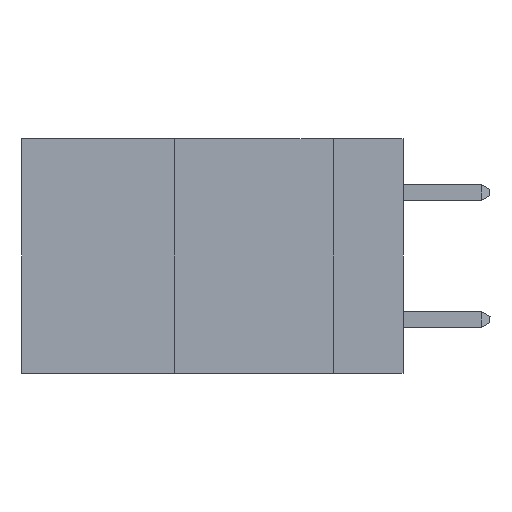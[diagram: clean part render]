
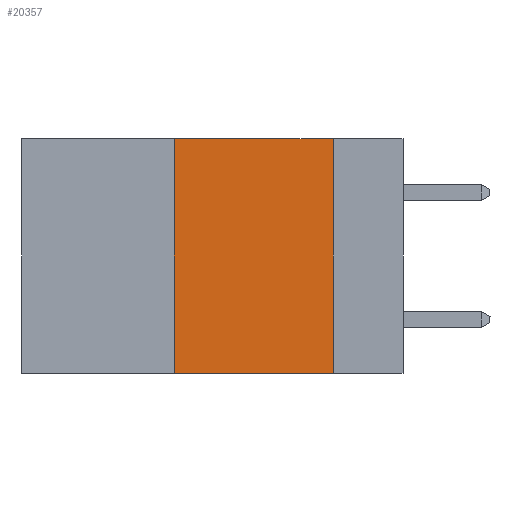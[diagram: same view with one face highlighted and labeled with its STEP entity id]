
A CAD part, left-side view. The second image highlights one B-rep face of the part: STEP entity #20357.
In plain terms, the highlighted planar face has unit normal (-1, 0, 0).
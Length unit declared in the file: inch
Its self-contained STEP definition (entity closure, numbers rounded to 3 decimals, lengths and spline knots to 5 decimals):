
#736 = CARTESIAN_POINT ( 'NONE',  ( 0., 0.36, -0.37 ) ) ;
#1760 = DIRECTION ( 'NONE',  ( 0., 0., -1. ) ) ;
#4640 = LINE ( 'NONE', #18770, #22315 ) ;
#6476 = AXIS2_PLACEMENT_3D ( 'NONE', #11710, #23091, #6583 ) ;
#6583 = DIRECTION ( 'NONE',  ( 0., 0., -1. ) ) ;
#7102 = CARTESIAN_POINT ( 'NONE',  ( 0., 0.6, 0. ) ) ;
#7181 = VERTEX_POINT ( 'NONE', #736 ) ;
#7257 = VERTEX_POINT ( 'NONE', #23394 ) ;
#7955 = PLANE ( 'NONE',  #6476 ) ;
#8388 = LINE ( 'NONE', #7102, #16219 ) ;
#8521 = FACE_OUTER_BOUND ( 'NONE', #14291, .T. ) ;
#9475 = VECTOR ( 'NONE', #9997, 39.37008 ) ;
#9482 = DIRECTION ( 'NONE',  ( 0., 0., 1. ) ) ;
#9629 = ORIENTED_EDGE ( 'NONE', *, *, #19298, .F. ) ;
#9997 = DIRECTION ( 'NONE',  ( 0., -1., 0. ) ) ;
#10421 = VERTEX_POINT ( 'NONE', #15817 ) ;
#10809 = EDGE_CURVE ( 'NONE', #7181, #10421, #4640, .T. ) ;
#11710 = CARTESIAN_POINT ( 'NONE',  ( 0., 0.6, 0. ) ) ;
#12610 = DIRECTION ( 'NONE',  ( 0., -1., 0. ) ) ;
#14291 = EDGE_LOOP ( 'NONE', ( #9629, #19908, #17029, #18143 ) ) ;
#14494 = CARTESIAN_POINT ( 'NONE',  ( 0., 0.11, 0. ) ) ;
#15259 = LINE ( 'NONE', #15586, #9475 ) ;
#15586 = CARTESIAN_POINT ( 'NONE',  ( 0., 0.6, -0.37 ) ) ;
#15817 = CARTESIAN_POINT ( 'NONE',  ( 0., 0.36, 0. ) ) ;
#16219 = VECTOR ( 'NONE', #12610, 39.37008 ) ;
#16413 = VERTEX_POINT ( 'NONE', #14494 ) ;
#17029 = ORIENTED_EDGE ( 'NONE', *, *, #10809, .F. ) ;
#17108 = EDGE_CURVE ( 'NONE', #10421, #16413, #8388, .T. ) ;
#18143 = ORIENTED_EDGE ( 'NONE', *, *, #23557, .T. ) ;
#18770 = CARTESIAN_POINT ( 'NONE',  ( 0., 0.36, 0. ) ) ;
#19298 = EDGE_CURVE ( 'NONE', #16413, #7257, #21610, .T. ) ;
#19862 = CARTESIAN_POINT ( 'NONE',  ( 0., 0.11, 0. ) ) ;
#19908 = ORIENTED_EDGE ( 'NONE', *, *, #17108, .F. ) ;
#20357 = ADVANCED_FACE ( 'NONE', ( #8521 ), #7955, .F. ) ;
#21610 = LINE ( 'NONE', #19862, #23902 ) ;
#22315 = VECTOR ( 'NONE', #9482, 39.37008 ) ;
#23091 = DIRECTION ( 'NONE',  ( 1., 0., 0. ) ) ;
#23394 = CARTESIAN_POINT ( 'NONE',  ( 0., 0.11, -0.37 ) ) ;
#23557 = EDGE_CURVE ( 'NONE', #7181, #7257, #15259, .T. ) ;
#23902 = VECTOR ( 'NONE', #1760, 39.37008 ) ;
